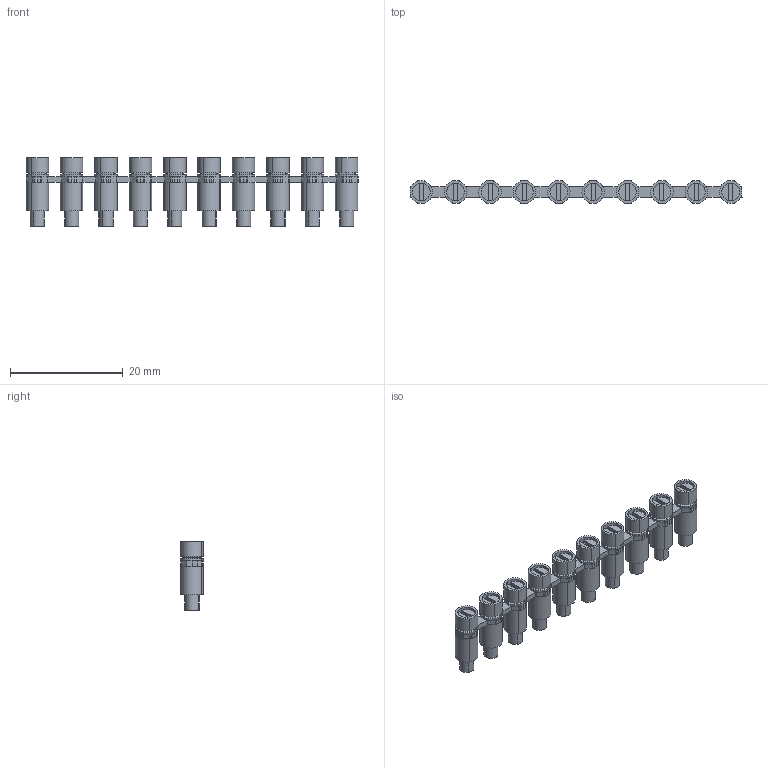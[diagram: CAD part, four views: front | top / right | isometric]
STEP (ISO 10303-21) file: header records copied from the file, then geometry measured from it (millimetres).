
FILE_DESCRIPTION(('CATIA V5 STEP Exchange','CAx-IF Rec.Pracs.--- Model Styling and Organization---1.4--- 2014-01-23'),'2;1');
FILE_NAME ('005522-5_0_1071800000_1071800000.stp','2021-05-11T04:22:56+00:00',('none'),('Weidmueller'),'CATIA Version 5-6 Release 2016 SP3 HF44','CATIA V5 STEP AP214','none');
FILE_SCHEMA(('AUTOMOTIVE_DESIGN { 1 0 10303 214 1 1 1 1 }'));
Length unit declared in the file: millimetre
Products named in the file (1): 1071800000
Bounding box: 58.9 x 4 x 12.2 mm (x, y, z)
Volume: 1369.7 mm3; surface area: 2814.9 mm2
Topology: 31 solids, 31 shells, 564 faces, 1338 edges, 886 vertices
Faces by surface type: plane 304, cylinder 220, cone 40
Entity records: 15018 total; most frequent: ORIENTED_EDGE 2676, CARTESIAN_POINT 2616, DIRECTION 2120, EDGE_CURVE 1338, AXIS2_PLACEMENT_3D 932, VERTEX_POINT 886, VECTOR 798, LINE 798
